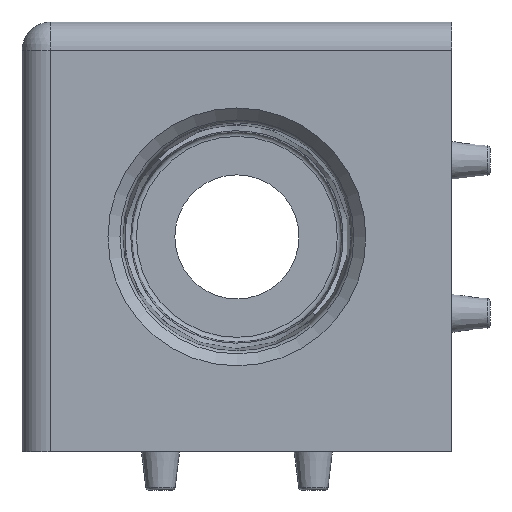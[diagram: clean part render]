
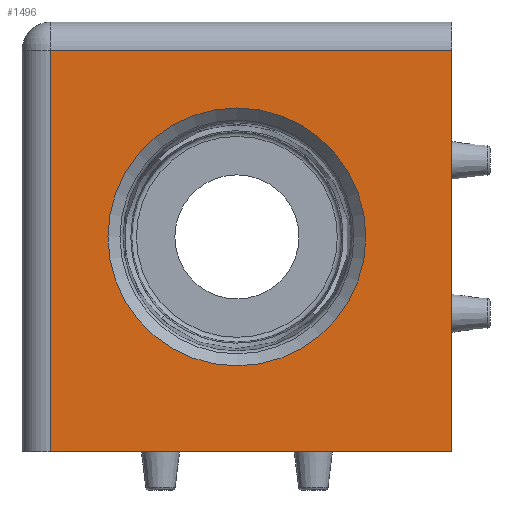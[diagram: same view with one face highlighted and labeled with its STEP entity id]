
A CAD part, front view. The second image highlights one B-rep face of the part: STEP entity #1496.
In plain terms, the highlighted planar face has unit normal (0, -1, 0).
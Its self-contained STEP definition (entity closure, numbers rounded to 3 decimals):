
#30=FACE_BOUND('',#375,.T.);
#39=PLANE('',#1740);
#116=LINE('',#2644,#182);
#142=LINE('',#2698,#208);
#143=LINE('',#2701,#209);
#144=LINE('',#2702,#210);
#182=VECTOR('',#2179,42.);
#208=VECTOR('',#2215,42.);
#209=VECTOR('',#2218,42.);
#210=VECTOR('',#2219,42.);
#285=FACE_OUTER_BOUND('',#374,.T.);
#374=EDGE_LOOP('',(#1263,#1264,#1265,#1266));
#375=EDGE_LOOP('',(#1267,#1268));
#430=CIRCLE('',#1572,13.5);
#431=CIRCLE('',#1573,13.5);
#563=VERTEX_POINT('',#2340);
#564=VERTEX_POINT('',#2342);
#677=VERTEX_POINT('',#2641);
#678=VERTEX_POINT('',#2643);
#701=VERTEX_POINT('',#2696);
#702=VERTEX_POINT('',#2700);
#727=EDGE_CURVE('',#564,#563,#430,.T.);
#728=EDGE_CURVE('',#563,#564,#431,.T.);
#879=EDGE_CURVE('',#678,#677,#116,.T.);
#908=EDGE_CURVE('',#701,#677,#142,.T.);
#909=EDGE_CURVE('',#701,#702,#143,.T.);
#910=EDGE_CURVE('',#702,#678,#144,.T.);
#1263=ORIENTED_EDGE('',*,*,#908,.F.);
#1264=ORIENTED_EDGE('',*,*,#909,.T.);
#1265=ORIENTED_EDGE('',*,*,#910,.T.);
#1266=ORIENTED_EDGE('',*,*,#879,.T.);
#1267=ORIENTED_EDGE('',*,*,#727,.T.);
#1268=ORIENTED_EDGE('',*,*,#728,.T.);
#1496=ADVANCED_FACE('',(#285,#30),#39,.F.);
#1572=AXIS2_PLACEMENT_3D('',#2343,#1829,#1830);
#1573=AXIS2_PLACEMENT_3D('',#2344,#1831,#1832);
#1740=AXIS2_PLACEMENT_3D('',#2699,#2216,#2217);
#1829=DIRECTION('center_axis',(0.,1.,0.));
#1830=DIRECTION('ref_axis',(-1.,0.,0.));
#1831=DIRECTION('center_axis',(0.,1.,0.));
#1832=DIRECTION('ref_axis',(-1.,0.,0.));
#2179=DIRECTION('',(1.,0.,0.));
#2215=DIRECTION('',(0.,0.,-1.));
#2216=DIRECTION('center_axis',(0.,1.,0.));
#2217=DIRECTION('ref_axis',(0.,0.,1.));
#2218=DIRECTION('',(-1.,0.,0.));
#2219=DIRECTION('',(0.,0.,-1.));
#2340=CARTESIAN_POINT('',(-13.5,-22.5,0.));
#2342=CARTESIAN_POINT('',(13.5,-22.5,0.));
#2343=CARTESIAN_POINT('Origin',(0.,-22.5,0.));
#2344=CARTESIAN_POINT('Origin',(0.,-22.5,0.));
#2641=CARTESIAN_POINT('',(22.5,-22.5,-22.5));
#2643=CARTESIAN_POINT('',(-19.5,-22.5,-22.5));
#2644=CARTESIAN_POINT('',(-19.5,-22.5,-22.5));
#2696=CARTESIAN_POINT('',(22.5,-22.5,19.5));
#2698=CARTESIAN_POINT('',(22.5,-22.5,19.5));
#2699=CARTESIAN_POINT('Origin',(-22.5,-22.5,22.5));
#2700=CARTESIAN_POINT('',(-19.5,-22.5,19.5));
#2701=CARTESIAN_POINT('',(22.5,-22.5,19.5));
#2702=CARTESIAN_POINT('',(-19.5,-22.5,19.5));
